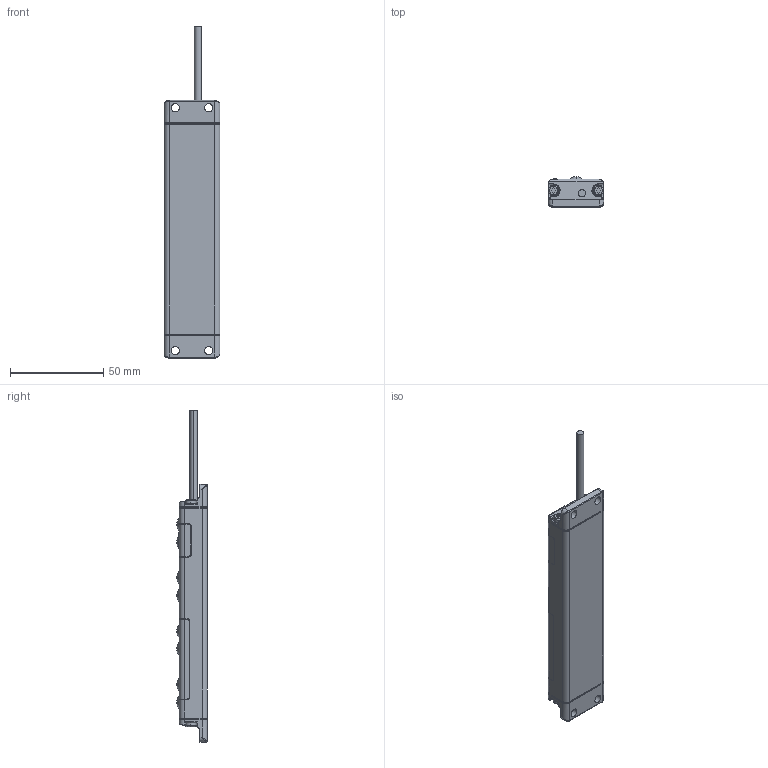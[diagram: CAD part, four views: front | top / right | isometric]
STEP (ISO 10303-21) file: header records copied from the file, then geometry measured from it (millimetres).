
FILE_DESCRIPTION((''),'2;1');
FILE_NAME('158569_ASM','2016-04-07T',('PDMAdmin'),(''),'PRO/ENGINEER BY PARAMETRIC TECHNOLOGY CORPORATION, 2013230','PRO/ENGINEER BY PARAMETRIC TECHNOLOGY CORPORATION, 2013230','');
FILE_SCHEMA(('CONFIG_CONTROL_DESIGN'));
Length unit declared in the file: inch
Products named in the file (13): 52938; 111889; 50522; 50523; 112458_ASM; 50521; 50528; 50526; 36755; 112457; ASSMEBLY_109228; PVD100L-70988_ASM; 158569_ASM
Assembly tree (18 placements, depth 4):
  158569_ASM
    PVD100L-70988_ASM
      112458_ASM
        52938
        111889
        50522  x2
        50523  x2
      50521
      50528  x2
      50526
      36755  x4
      112457
      ASSMEBLY_109228
Bounding box: 29.97 x 16.38 x 177.74 mm (x, y, z)
Volume: 24903.3 mm3; surface area: 30245.6 mm2
Topology: 16 solids, 16 shells, 934 faces, 2435 edges, 1532 vertices
Faces by surface type: plane 477, cylinder 337, torus 40, sphere 28, bspline 24, revolution 16, cone 12
Entity records: 27168 total; most frequent: CARTESIAN_POINT 6986, ORIENTED_EDGE 4190, DIRECTION 4151, EDGE_CURVE 2095, AXIS2_PLACEMENT_3D 1395, VECTOR 1345, LINE 1345, VERTEX_POINT 1332
